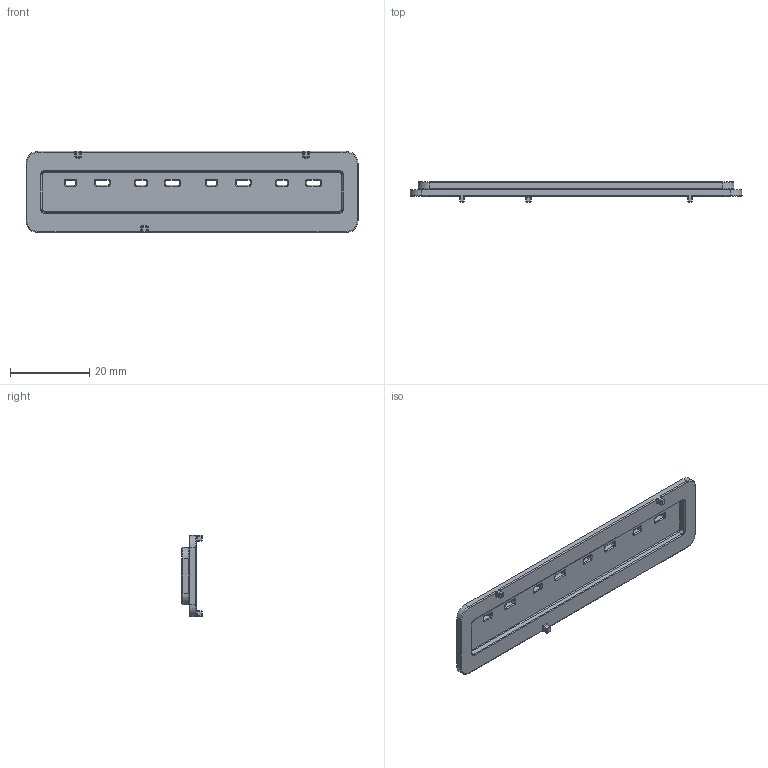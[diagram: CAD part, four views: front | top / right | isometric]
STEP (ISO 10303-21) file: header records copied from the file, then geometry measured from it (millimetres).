
FILE_DESCRIPTION (( 'STEP AP214' ), '1' );
FILE_NAME ('t400-top.STEP', '2015-10-15T05:37:47', ( '' ), ( '' ), 'SwSTEP 2.0', 'SolidWorks 2013', '' );
FILE_SCHEMA (( 'AUTOMOTIVE_DESIGN' ));
Length unit declared in the file: millimetre
Products named in the file (1): t400-top
Bounding box: 83.74 x 5.1 x 20.54 mm (x, y, z)
Volume: 3659.2 mm3; surface area: 4381.7 mm2
Topology: 1 solids, 1 shells, 515 faces, 1220 edges, 677 vertices
Faces by surface type: cylinder 219, torus 94, plane 92, bspline 58, sphere 40, cone 12
Entity records: 22895 total; most frequent: CARTESIAN_POINT 5655, DIRECTION 2564, ORIENTED_EDGE 2366, EDGE_CURVE 1183, AXIS2_PLACEMENT_3D 1032, VERTEX_POINT 677, CIRCLE 574, EDGE_LOOP 538
